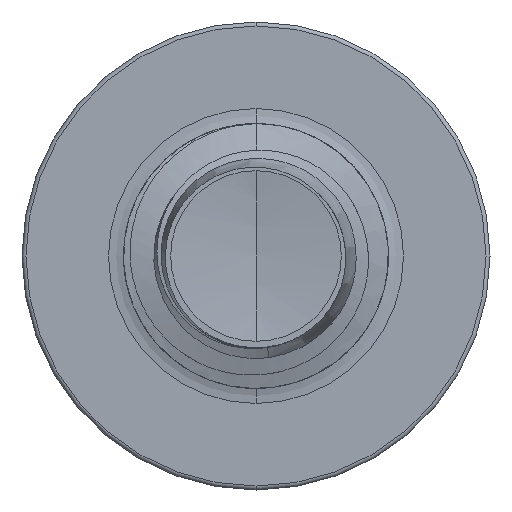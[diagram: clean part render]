
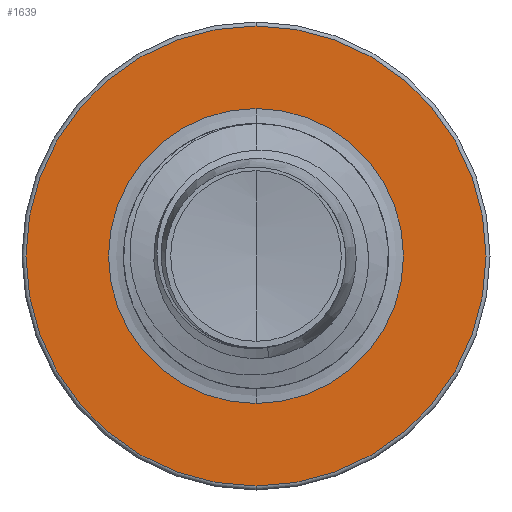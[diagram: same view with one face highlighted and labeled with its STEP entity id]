
A CAD part, front view. The second image highlights one B-rep face of the part: STEP entity #1639.
In plain terms, the highlighted planar face has unit normal (0, -1, 0).
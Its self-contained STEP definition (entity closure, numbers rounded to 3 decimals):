
#1037 = AXIS2_PLACEMENT_3D ( 'NONE', #12522, #2879, #14084 ) ;
#1086 = EDGE_LOOP ( 'NONE', ( #1439, #11518 ) ) ;
#1439 = ORIENTED_EDGE ( 'NONE', *, *, #4394, .T. ) ;
#1639 = ADVANCED_FACE ( 'NONE', ( #5512, #17943 ), #10161, .F. ) ;
#1945 = CIRCLE ( 'NONE', #19927, 2.605 ) ;
#2233 = CARTESIAN_POINT ( 'NONE',  ( 0., 7.5, 1.67 ) ) ;
#2870 = CARTESIAN_POINT ( 'NONE',  ( 0., 7.5, -1.67 ) ) ;
#2879 = DIRECTION ( 'NONE',  ( 0., 1., 0. ) ) ;
#3408 = AXIS2_PLACEMENT_3D ( 'NONE', #13470, #3913, #15022 ) ;
#3913 = DIRECTION ( 'NONE',  ( 0., 1., 0. ) ) ;
#4394 = EDGE_CURVE ( 'NONE', #17730, #13790, #11666, .T. ) ;
#5512 = FACE_OUTER_BOUND ( 'NONE', #7413, .T. ) ;
#6637 = CIRCLE ( 'NONE', #1037, 1.67 ) ;
#7413 = EDGE_LOOP ( 'NONE', ( #8772, #8369 ) ) ;
#7812 = VERTEX_POINT ( 'NONE', #13654 ) ;
#8276 = CARTESIAN_POINT ( 'NONE',  ( 0., 7.5, 0. ) ) ;
#8369 = ORIENTED_EDGE ( 'NONE', *, *, #15991, .F. ) ;
#8772 = ORIENTED_EDGE ( 'NONE', *, *, #17999, .F. ) ;
#8838 = CARTESIAN_POINT ( 'NONE',  ( 0., 7.5, 0. ) ) ;
#9864 = DIRECTION ( 'NONE',  ( 0., 0., 1. ) ) ;
#10057 = DIRECTION ( 'NONE',  ( 0., 0., 1. ) ) ;
#10068 = DIRECTION ( 'NONE',  ( 0., 1., 0. ) ) ;
#10161 = PLANE ( 'NONE',  #14893 ) ;
#10223 = CARTESIAN_POINT ( 'NONE',  ( 0., 7.5, -1.67 ) ) ;
#10417 = DIRECTION ( 'NONE',  ( 0., 0., 1. ) ) ;
#11518 = ORIENTED_EDGE ( 'NONE', *, *, #11965, .T. ) ;
#11666 = CIRCLE ( 'NONE', #3408, 1.67 ) ;
#11965 = EDGE_CURVE ( 'NONE', #13790, #17730, #6637, .T. ) ;
#12002 = VERTEX_POINT ( 'NONE', #15549 ) ;
#12245 = CIRCLE ( 'NONE', #18213, 2.605 ) ;
#12522 = CARTESIAN_POINT ( 'NONE',  ( 0., 7.5, 0. ) ) ;
#13470 = CARTESIAN_POINT ( 'NONE',  ( 0., 7.5, 0. ) ) ;
#13654 = CARTESIAN_POINT ( 'NONE',  ( 0., 7.5, -2.605 ) ) ;
#13790 = VERTEX_POINT ( 'NONE', #2870 ) ;
#14084 = DIRECTION ( 'NONE',  ( 0., 0., 1. ) ) ;
#14893 = AXIS2_PLACEMENT_3D ( 'NONE', #10223, #10068, #10057 ) ;
#15022 = DIRECTION ( 'NONE',  ( 0., 0., 1. ) ) ;
#15549 = CARTESIAN_POINT ( 'NONE',  ( 0., 7.5, 2.605 ) ) ;
#15991 = EDGE_CURVE ( 'NONE', #7812, #12002, #1945, .T. ) ;
#17730 = VERTEX_POINT ( 'NONE', #2233 ) ;
#17943 = FACE_BOUND ( 'NONE', #1086, .T. ) ;
#17999 = EDGE_CURVE ( 'NONE', #12002, #7812, #12245, .T. ) ;
#18213 = AXIS2_PLACEMENT_3D ( 'NONE', #8838, #19572, #10417 ) ;
#19030 = DIRECTION ( 'NONE',  ( 0., 1., 0. ) ) ;
#19572 = DIRECTION ( 'NONE',  ( 0., 1., 0. ) ) ;
#19927 = AXIS2_PLACEMENT_3D ( 'NONE', #8276, #19030, #9864 ) ;
